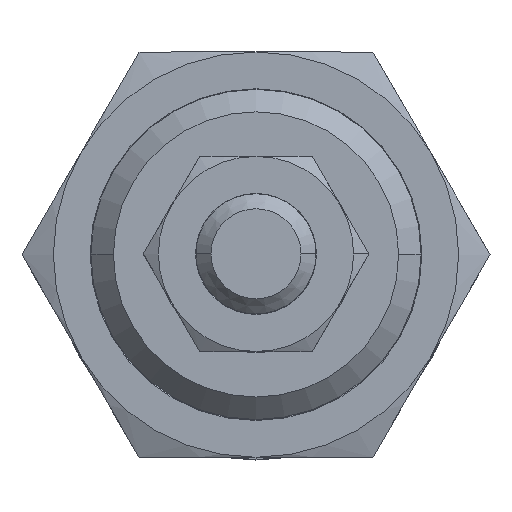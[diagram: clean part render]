
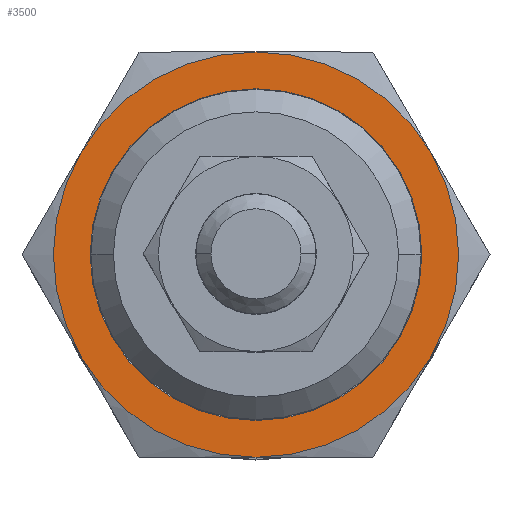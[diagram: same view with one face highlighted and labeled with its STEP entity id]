
A CAD part, top view. The second image highlights one B-rep face of the part: STEP entity #3500.
In plain terms, the highlighted planar face has unit normal (0, 0, 1).
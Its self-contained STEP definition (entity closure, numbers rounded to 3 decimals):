
#9 = CARTESIAN_POINT ( 'NONE',  ( -11.691, 6.75, 104. ) ) ;
#272 = DIRECTION ( 'NONE',  ( 0.866, 0.5, 0. ) ) ;
#500 = CIRCLE ( 'NONE', #11303, 11.05 ) ;
#672 = VERTEX_POINT ( 'NONE', #9373 ) ;
#815 = DIRECTION ( 'NONE',  ( 0., 0., -1. ) ) ;
#873 = CIRCLE ( 'NONE', #12052, 13.5 ) ;
#923 = PLANE ( 'NONE',  #3600 ) ;
#958 = DIRECTION ( 'NONE',  ( 0.866, 0.5, 0. ) ) ;
#1137 = AXIS2_PLACEMENT_3D ( 'NONE', #9416, #1795, #6531 ) ;
#1168 = ORIENTED_EDGE ( 'NONE', *, *, #3130, .F. ) ;
#1233 = ORIENTED_EDGE ( 'NONE', *, *, #6639, .F. ) ;
#1235 = CIRCLE ( 'NONE', #6925, 13.5 ) ;
#1391 = CARTESIAN_POINT ( 'NONE',  ( 0., 0., 104. ) ) ;
#1416 = ORIENTED_EDGE ( 'NONE', *, *, #4434, .F. ) ;
#1499 = DIRECTION ( 'NONE',  ( 0., 0., -1. ) ) ;
#1795 = DIRECTION ( 'NONE',  ( 0., 0., -1. ) ) ;
#2008 = ORIENTED_EDGE ( 'NONE', *, *, #6908, .T. ) ;
#2118 = AXIS2_PLACEMENT_3D ( 'NONE', #2494, #1499, #5504 ) ;
#2494 = CARTESIAN_POINT ( 'NONE',  ( 0., 0., 104. ) ) ;
#2954 = CARTESIAN_POINT ( 'NONE',  ( 0., 13.5, 104. ) ) ;
#3130 = EDGE_CURVE ( 'NONE', #9977, #6523, #1235, .T. ) ;
#3500 = ADVANCED_FACE ( 'NONE', ( #4553, #4492 ), #923, .F. ) ;
#3506 = VERTEX_POINT ( 'NONE', #9 ) ;
#3600 = AXIS2_PLACEMENT_3D ( 'NONE', #10147, #9155, #4676 ) ;
#3665 = EDGE_LOOP ( 'NONE', ( #5903, #7260, #1233, #10664, #1416, #1168 ) ) ;
#3894 = AXIS2_PLACEMENT_3D ( 'NONE', #10094, #6289, #6163 ) ;
#4434 = EDGE_CURVE ( 'NONE', #6523, #11772, #873, .T. ) ;
#4492 = FACE_OUTER_BOUND ( 'NONE', #3665, .T. ) ;
#4553 = FACE_BOUND ( 'NONE', #8027, .T. ) ;
#4668 = CIRCLE ( 'NONE', #3894, 13.5 ) ;
#4676 = DIRECTION ( 'NONE',  ( 0.866, 0.5, 0. ) ) ;
#4690 = CIRCLE ( 'NONE', #8799, 13.5 ) ;
#5450 = CIRCLE ( 'NONE', #2118, 13.5 ) ;
#5504 = DIRECTION ( 'NONE',  ( 0.866, 0.5, 0. ) ) ;
#5637 = DIRECTION ( 'NONE',  ( 0., 0., -1. ) ) ;
#5903 = ORIENTED_EDGE ( 'NONE', *, *, #11420, .F. ) ;
#5987 = CARTESIAN_POINT ( 'NONE',  ( 11.691, 6.75, 104. ) ) ;
#6047 = DIRECTION ( 'NONE',  ( 0.866, 0.5, 0. ) ) ;
#6163 = DIRECTION ( 'NONE',  ( 0.866, 0.5, 0. ) ) ;
#6289 = DIRECTION ( 'NONE',  ( 0., 0., -1. ) ) ;
#6306 = EDGE_CURVE ( 'NONE', #7381, #10422, #5450, .T. ) ;
#6438 = CIRCLE ( 'NONE', #1137, 11.05 ) ;
#6523 = VERTEX_POINT ( 'NONE', #8506 ) ;
#6531 = DIRECTION ( 'NONE',  ( 0.866, 0.5, 0. ) ) ;
#6621 = CARTESIAN_POINT ( 'NONE',  ( 0., 0., 104. ) ) ;
#6639 = EDGE_CURVE ( 'NONE', #3506, #7381, #8785, .T. ) ;
#6733 = EDGE_CURVE ( 'NONE', #11772, #3506, #4668, .T. ) ;
#6908 = EDGE_CURVE ( 'NONE', #672, #10348, #6438, .T. ) ;
#6925 = AXIS2_PLACEMENT_3D ( 'NONE', #11080, #815, #9296 ) ;
#7260 = ORIENTED_EDGE ( 'NONE', *, *, #6306, .F. ) ;
#7381 = VERTEX_POINT ( 'NONE', #2954 ) ;
#7507 = ORIENTED_EDGE ( 'NONE', *, *, #10380, .T. ) ;
#7697 = DIRECTION ( 'NONE',  ( 0., 0., -1. ) ) ;
#8027 = EDGE_LOOP ( 'NONE', ( #7507, #2008 ) ) ;
#8506 = CARTESIAN_POINT ( 'NONE',  ( 0., -13.5, 104. ) ) ;
#8567 = CARTESIAN_POINT ( 'NONE',  ( 0., 0., 104. ) ) ;
#8628 = CARTESIAN_POINT ( 'NONE',  ( 0., 0., 104. ) ) ;
#8785 = CIRCLE ( 'NONE', #9967, 13.5 ) ;
#8799 = AXIS2_PLACEMENT_3D ( 'NONE', #1391, #9873, #10861 ) ;
#9155 = DIRECTION ( 'NONE',  ( 0., 0., -1. ) ) ;
#9183 = CARTESIAN_POINT ( 'NONE',  ( -9.57, -5.525, 104. ) ) ;
#9296 = DIRECTION ( 'NONE',  ( 0.866, 0.5, 0. ) ) ;
#9373 = CARTESIAN_POINT ( 'NONE',  ( 9.57, 5.525, 104. ) ) ;
#9416 = CARTESIAN_POINT ( 'NONE',  ( 0., 0., 104. ) ) ;
#9674 = DIRECTION ( 'NONE',  ( 0., 0., -1. ) ) ;
#9805 = CARTESIAN_POINT ( 'NONE',  ( 11.691, -6.75, 104. ) ) ;
#9873 = DIRECTION ( 'NONE',  ( 0., 0., -1. ) ) ;
#9967 = AXIS2_PLACEMENT_3D ( 'NONE', #8628, #9674, #6047 ) ;
#9977 = VERTEX_POINT ( 'NONE', #9805 ) ;
#10094 = CARTESIAN_POINT ( 'NONE',  ( 0., 0., 104. ) ) ;
#10147 = CARTESIAN_POINT ( 'NONE',  ( 0., 0., 104. ) ) ;
#10348 = VERTEX_POINT ( 'NONE', #9183 ) ;
#10380 = EDGE_CURVE ( 'NONE', #10348, #672, #500, .T. ) ;
#10422 = VERTEX_POINT ( 'NONE', #5987 ) ;
#10664 = ORIENTED_EDGE ( 'NONE', *, *, #6733, .F. ) ;
#10861 = DIRECTION ( 'NONE',  ( 0.866, 0.5, 0. ) ) ;
#10895 = CARTESIAN_POINT ( 'NONE',  ( -11.691, -6.75, 104. ) ) ;
#11080 = CARTESIAN_POINT ( 'NONE',  ( 0., 0., 104. ) ) ;
#11303 = AXIS2_PLACEMENT_3D ( 'NONE', #8567, #7697, #272 ) ;
#11420 = EDGE_CURVE ( 'NONE', #10422, #9977, #4690, .T. ) ;
#11772 = VERTEX_POINT ( 'NONE', #10895 ) ;
#12052 = AXIS2_PLACEMENT_3D ( 'NONE', #6621, #5637, #958 ) ;
